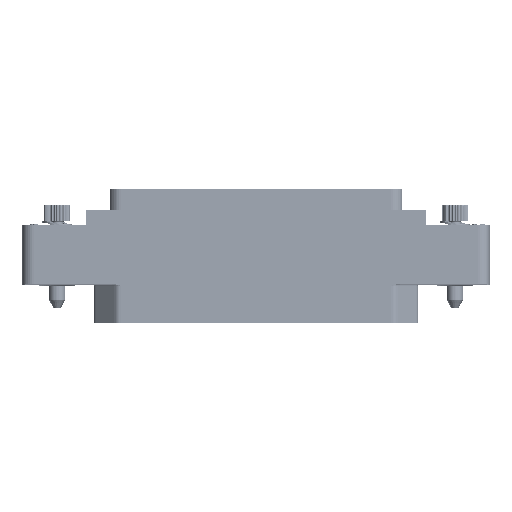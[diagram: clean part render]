
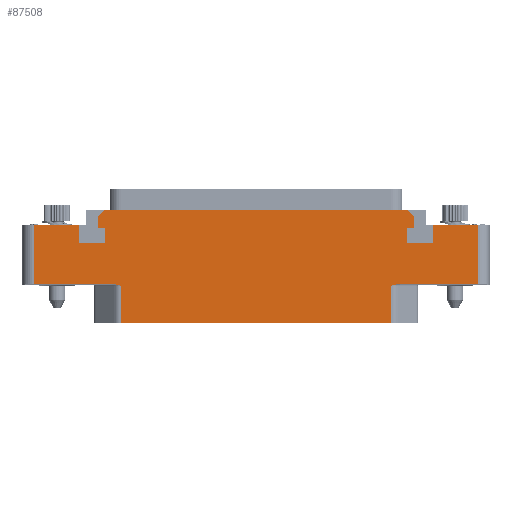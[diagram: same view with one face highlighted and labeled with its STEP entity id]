
A CAD part, top view. The second image highlights one B-rep face of the part: STEP entity #87508.
In plain terms, the highlighted planar face has unit normal (0, 0, 1).
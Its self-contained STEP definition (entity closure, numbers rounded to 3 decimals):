
#5957=DIRECTION('',(-1.,0.,0.));
#5958=VECTOR('',#5957,46.236);
#5959=CARTESIAN_POINT('',(23.118,-6.5,7.));
#5960=LINE('',#5959,#5958);
#6103=DIRECTION('',(0.,1.,0.));
#6104=VECTOR('',#6103,6.3);
#6105=CARTESIAN_POINT('',(23.118,-6.5,7.));
#6106=LINE('',#6105,#6104);
#6112=CARTESIAN_POINT('',(23.118,-0.2,7.));
#6113=CARTESIAN_POINT('',(23.14,-0.192,7.));
#6114=CARTESIAN_POINT('',(23.184,-0.176,7.));
#6115=CARTESIAN_POINT('',(23.251,-0.152,7.));
#6116=CARTESIAN_POINT('',(23.318,-0.128,7.));
#6117=CARTESIAN_POINT('',(23.385,-0.106,7.));
#6118=CARTESIAN_POINT('',(23.451,-0.085,7.));
#6119=CARTESIAN_POINT('',(23.515,-0.066,7.));
#6120=CARTESIAN_POINT('',(23.577,-0.049,7.));
#6121=CARTESIAN_POINT('',(23.636,-0.035,7.));
#6122=CARTESIAN_POINT('',(23.688,-0.024,7.));
#6123=CARTESIAN_POINT('',(23.734,-0.016,7.));
#6124=CARTESIAN_POINT('',(23.776,-0.01,7.));
#6125=CARTESIAN_POINT('',(23.814,-0.005,7.));
#6126=CARTESIAN_POINT('',(23.85,-0.002,7.));
#6127=CARTESIAN_POINT('',(23.884,0.,7.));
#6128=CARTESIAN_POINT('',(23.907,0.,7.));
#6129=CARTESIAN_POINT('',(23.918,0.,7.));
#6136=DIRECTION('',(1.,0.,0.));
#6137=VECTOR('',#6136,7.8);
#6138=CARTESIAN_POINT('',(-38.,10.25,7.));
#6139=LINE('',#6138,#6137);
#6140=DIRECTION('',(0.,-1.,0.));
#6141=VECTOR('',#6140,3.2);
#6142=CARTESIAN_POINT('',(-30.2,10.25,7.));
#6143=LINE('',#6142,#6141);
#6144=DIRECTION('',(1.,0.,0.));
#6145=VECTOR('',#6144,4.4);
#6146=CARTESIAN_POINT('',(-30.2,7.05,7.));
#6147=LINE('',#6146,#6145);
#6148=DIRECTION('',(0.,1.,0.));
#6149=VECTOR('',#6148,2.6);
#6150=CARTESIAN_POINT('',(-25.8,7.05,7.));
#6151=LINE('',#6150,#6149);
#6152=DIRECTION('',(-1.,0.,0.));
#6153=VECTOR('',#6152,1.2);
#6154=CARTESIAN_POINT('',(-25.8,9.65,7.));
#6155=LINE('',#6154,#6153);
#6156=DIRECTION('',(0.,-1.,0.));
#6157=VECTOR('',#6156,1.9);
#6158=CARTESIAN_POINT('',(-27.,11.55,7.));
#6159=LINE('',#6158,#6157);
#6160=DIRECTION('',(1.,0.,0.));
#6161=VECTOR('',#6160,51.6);
#6162=CARTESIAN_POINT('',(-25.8,12.75,7.));
#6163=LINE('',#6162,#6161);
#6164=DIRECTION('',(0.,-1.,0.));
#6165=VECTOR('',#6164,1.9);
#6166=CARTESIAN_POINT('',(27.,11.55,7.));
#6167=LINE('',#6166,#6165);
#6168=DIRECTION('',(-1.,0.,0.));
#6169=VECTOR('',#6168,1.2);
#6170=CARTESIAN_POINT('',(27.,9.65,7.));
#6171=LINE('',#6170,#6169);
#6172=DIRECTION('',(0.,-1.,0.));
#6173=VECTOR('',#6172,2.6);
#6174=CARTESIAN_POINT('',(25.8,9.65,7.));
#6175=LINE('',#6174,#6173);
#6176=DIRECTION('',(1.,0.,0.));
#6177=VECTOR('',#6176,4.4);
#6178=CARTESIAN_POINT('',(25.8,7.05,7.));
#6179=LINE('',#6178,#6177);
#6180=DIRECTION('',(0.,1.,0.));
#6181=VECTOR('',#6180,3.2);
#6182=CARTESIAN_POINT('',(30.2,7.05,7.));
#6183=LINE('',#6182,#6181);
#6184=DIRECTION('',(1.,0.,0.));
#6185=VECTOR('',#6184,7.8);
#6186=CARTESIAN_POINT('',(30.2,10.25,7.));
#6187=LINE('',#6186,#6185);
#6188=DIRECTION('',(1.,0.,0.));
#6189=VECTOR('',#6188,14.082);
#6190=CARTESIAN_POINT('',(23.918,0.,7.));
#6191=LINE('',#6190,#6189);
#6217=DIRECTION('',(0.,1.,0.));
#6218=VECTOR('',#6217,10.25);
#6219=CARTESIAN_POINT('',(38.,0.,7.));
#6220=LINE('',#6219,#6218);
#6927=DIRECTION('',(0.707,-0.707,0.));
#6928=VECTOR('',#6927,1.697);
#6929=CARTESIAN_POINT('',(25.8,12.75,7.));
#6930=LINE('',#6929,#6928);
#6951=DIRECTION('',(-0.707,-0.707,0.));
#6952=VECTOR('',#6951,1.697);
#6953=CARTESIAN_POINT('',(-25.8,12.75,7.));
#6954=LINE('',#6953,#6952);
#7511=DIRECTION('',(0.,-1.,0.));
#7512=VECTOR('',#7511,10.25);
#7513=CARTESIAN_POINT('',(-38.,10.25,7.));
#7514=LINE('',#7513,#7512);
#7546=DIRECTION('',(1.,0.,0.));
#7547=VECTOR('',#7546,14.082);
#7548=CARTESIAN_POINT('',(-38.,0.,7.));
#7549=LINE('',#7548,#7547);
#7661=CARTESIAN_POINT('',(-23.918,0.,7.));
#7662=CARTESIAN_POINT('',(-23.907,0.,7.));
#7663=CARTESIAN_POINT('',(-23.884,0.,7.));
#7664=CARTESIAN_POINT('',(-23.85,-0.002,7.));
#7665=CARTESIAN_POINT('',(-23.814,-0.005,7.));
#7666=CARTESIAN_POINT('',(-23.776,-0.01,7.));
#7667=CARTESIAN_POINT('',(-23.734,-0.016,7.));
#7668=CARTESIAN_POINT('',(-23.688,-0.024,7.));
#7669=CARTESIAN_POINT('',(-23.636,-0.035,7.));
#7670=CARTESIAN_POINT('',(-23.577,-0.049,7.));
#7671=CARTESIAN_POINT('',(-23.515,-0.066,7.));
#7672=CARTESIAN_POINT('',(-23.451,-0.085,7.));
#7673=CARTESIAN_POINT('',(-23.385,-0.106,7.));
#7674=CARTESIAN_POINT('',(-23.318,-0.128,7.));
#7675=CARTESIAN_POINT('',(-23.251,-0.152,7.));
#7676=CARTESIAN_POINT('',(-23.184,-0.176,7.));
#7677=CARTESIAN_POINT('',(-23.14,-0.192,7.));
#7678=CARTESIAN_POINT('',(-23.118,-0.2,7.));
#7680=DIRECTION('',(0.,1.,0.));
#7681=VECTOR('',#7680,6.3);
#7682=CARTESIAN_POINT('',(-23.118,-6.5,7.));
#7683=LINE('',#7682,#7681);
#66056=CARTESIAN_POINT('',(-30.2,10.25,7.));
#66057=CARTESIAN_POINT('',(-30.2,7.05,7.));
#66058=VERTEX_POINT('',#66056);
#66059=VERTEX_POINT('',#66057);
#66060=CARTESIAN_POINT('',(-25.8,7.05,7.));
#66061=VERTEX_POINT('',#66060);
#66062=CARTESIAN_POINT('',(-25.8,9.65,7.));
#66063=VERTEX_POINT('',#66062);
#66064=CARTESIAN_POINT('',(-27.,9.65,7.));
#66065=VERTEX_POINT('',#66064);
#66066=CARTESIAN_POINT('',(27.,9.65,7.));
#66067=CARTESIAN_POINT('',(25.8,9.65,7.));
#66068=VERTEX_POINT('',#66066);
#66069=VERTEX_POINT('',#66067);
#66070=CARTESIAN_POINT('',(25.8,7.05,7.));
#66071=VERTEX_POINT('',#66070);
#66072=CARTESIAN_POINT('',(30.2,7.05,7.));
#66073=VERTEX_POINT('',#66072);
#66074=CARTESIAN_POINT('',(30.2,10.25,7.));
#66075=VERTEX_POINT('',#66074);
#66080=CARTESIAN_POINT('',(-25.8,12.75,7.));
#66082=VERTEX_POINT('',#66080);
#66084=CARTESIAN_POINT('',(-27.,11.55,7.));
#66086=VERTEX_POINT('',#66084);
#66088=CARTESIAN_POINT('',(25.8,12.75,7.));
#66090=VERTEX_POINT('',#66088);
#66092=CARTESIAN_POINT('',(27.,11.55,7.));
#66094=VERTEX_POINT('',#66092);
#66184=CARTESIAN_POINT('',(38.,0.,7.));
#66185=CARTESIAN_POINT('',(38.,10.25,7.));
#66186=VERTEX_POINT('',#66184);
#66187=VERTEX_POINT('',#66185);
#66192=CARTESIAN_POINT('',(-38.,10.25,7.));
#66193=CARTESIAN_POINT('',(-38.,0.,7.));
#66194=VERTEX_POINT('',#66192);
#66195=VERTEX_POINT('',#66193);
#66401=CARTESIAN_POINT('',(23.118,-6.5,7.));
#66403=VERTEX_POINT('',#66401);
#66404=CARTESIAN_POINT('',(-23.118,-6.5,7.));
#66406=VERTEX_POINT('',#66404);
#66468=CARTESIAN_POINT('',(-23.118,-0.2,7.));
#66469=VERTEX_POINT('',#66468);
#66470=CARTESIAN_POINT('',(-23.918,0.,7.));
#66471=VERTEX_POINT('',#66470);
#66472=CARTESIAN_POINT('',(23.118,-0.2,7.));
#66474=VERTEX_POINT('',#66472);
#66476=CARTESIAN_POINT('',(23.918,0.,7.));
#66478=VERTEX_POINT('',#66476);
#87456=CARTESIAN_POINT('',(0.,0.,7.));
#87457=DIRECTION('',(0.,0.,-1.));
#87458=DIRECTION('',(-1.,0.,0.));
#87459=AXIS2_PLACEMENT_3D('',#87456,#87457,#87458);
#87460=PLANE('',#87459);
#87462=ORIENTED_EDGE('',*,*,#87461,.F.);
#87463=ORIENTED_EDGE('',*,*,#87448,.F.);
#87464=ORIENTED_EDGE('',*,*,#87437,.F.);
#87465=ORIENTED_EDGE('',*,*,#87287,.T.);
#87467=ORIENTED_EDGE('',*,*,#87466,.T.);
#87469=ORIENTED_EDGE('',*,*,#87468,.F.);
#87471=ORIENTED_EDGE('',*,*,#87470,.F.);
#87473=ORIENTED_EDGE('',*,*,#87472,.F.);
#87475=ORIENTED_EDGE('',*,*,#87474,.T.);
#87477=ORIENTED_EDGE('',*,*,#87476,.T.);
#87479=ORIENTED_EDGE('',*,*,#87478,.T.);
#87481=ORIENTED_EDGE('',*,*,#87480,.T.);
#87483=ORIENTED_EDGE('',*,*,#87482,.T.);
#87485=ORIENTED_EDGE('',*,*,#87484,.F.);
#87487=ORIENTED_EDGE('',*,*,#87486,.F.);
#87489=ORIENTED_EDGE('',*,*,#87488,.T.);
#87491=ORIENTED_EDGE('',*,*,#87490,.T.);
#87493=ORIENTED_EDGE('',*,*,#87492,.T.);
#87495=ORIENTED_EDGE('',*,*,#87494,.T.);
#87497=ORIENTED_EDGE('',*,*,#87496,.T.);
#87499=ORIENTED_EDGE('',*,*,#87498,.T.);
#87501=ORIENTED_EDGE('',*,*,#87500,.T.);
#87503=ORIENTED_EDGE('',*,*,#87502,.T.);
#87505=ORIENTED_EDGE('',*,*,#87504,.F.);
#87506=EDGE_LOOP('',(#87462,#87463,#87464,#87465,#87467,#87469,#87471,#87473,
#87475,#87477,#87479,#87481,#87483,#87485,#87487,#87489,#87491,#87493,#87495,
#87497,#87499,#87501,#87503,#87505));
#87507=FACE_OUTER_BOUND('',#87506,.F.);
#87508=ADVANCED_FACE('',(#87507),#87460,.F.);
#6130=B_SPLINE_CURVE_WITH_KNOTS('',3,(#6112,#6113,#6114,#6115,#6116,#6117,#6118,
#6119,#6120,#6121,#6122,#6123,#6124,#6125,#6126,#6127,#6128,#6129),
.UNSPECIFIED.,.F.,.F.,(4,1,1,1,1,1,1,1,1,1,1,1,1,1,1,4),(0.,0.067,
0.133,0.2,0.267,0.333,0.4,
0.467,0.533,0.6,0.667,0.733,
0.8,0.867,0.933,1.),.UNSPECIFIED.);
#7679=B_SPLINE_CURVE_WITH_KNOTS('',3,(#7661,#7662,#7663,#7664,#7665,#7666,#7667,
#7668,#7669,#7670,#7671,#7672,#7673,#7674,#7675,#7676,#7677,#7678),
.UNSPECIFIED.,.F.,.F.,(4,1,1,1,1,1,1,1,1,1,1,1,1,1,1,4),(0.,0.067,
0.133,0.2,0.267,0.333,0.4,
0.467,0.533,0.6,0.667,0.733,
0.8,0.867,0.933,1.),.UNSPECIFIED.);
#87287=EDGE_CURVE('',#66403,#66406,#5960,.T.);
#87437=EDGE_CURVE('',#66403,#66474,#6106,.T.);
#87448=EDGE_CURVE('',#66474,#66478,#6130,.T.);
#87461=EDGE_CURVE('',#66478,#66186,#6191,.T.);
#87466=EDGE_CURVE('',#66406,#66469,#7683,.T.);
#87468=EDGE_CURVE('',#66471,#66469,#7679,.T.);
#87470=EDGE_CURVE('',#66195,#66471,#7549,.T.);
#87472=EDGE_CURVE('',#66194,#66195,#7514,.T.);
#87474=EDGE_CURVE('',#66194,#66058,#6139,.T.);
#87476=EDGE_CURVE('',#66058,#66059,#6143,.T.);
#87478=EDGE_CURVE('',#66059,#66061,#6147,.T.);
#87480=EDGE_CURVE('',#66061,#66063,#6151,.T.);
#87482=EDGE_CURVE('',#66063,#66065,#6155,.T.);
#87484=EDGE_CURVE('',#66086,#66065,#6159,.T.);
#87486=EDGE_CURVE('',#66082,#66086,#6954,.T.);
#87488=EDGE_CURVE('',#66082,#66090,#6163,.T.);
#87490=EDGE_CURVE('',#66090,#66094,#6930,.T.);
#87492=EDGE_CURVE('',#66094,#66068,#6167,.T.);
#87494=EDGE_CURVE('',#66068,#66069,#6171,.T.);
#87496=EDGE_CURVE('',#66069,#66071,#6175,.T.);
#87498=EDGE_CURVE('',#66071,#66073,#6179,.T.);
#87500=EDGE_CURVE('',#66073,#66075,#6183,.T.);
#87502=EDGE_CURVE('',#66075,#66187,#6187,.T.);
#87504=EDGE_CURVE('',#66186,#66187,#6220,.T.);
